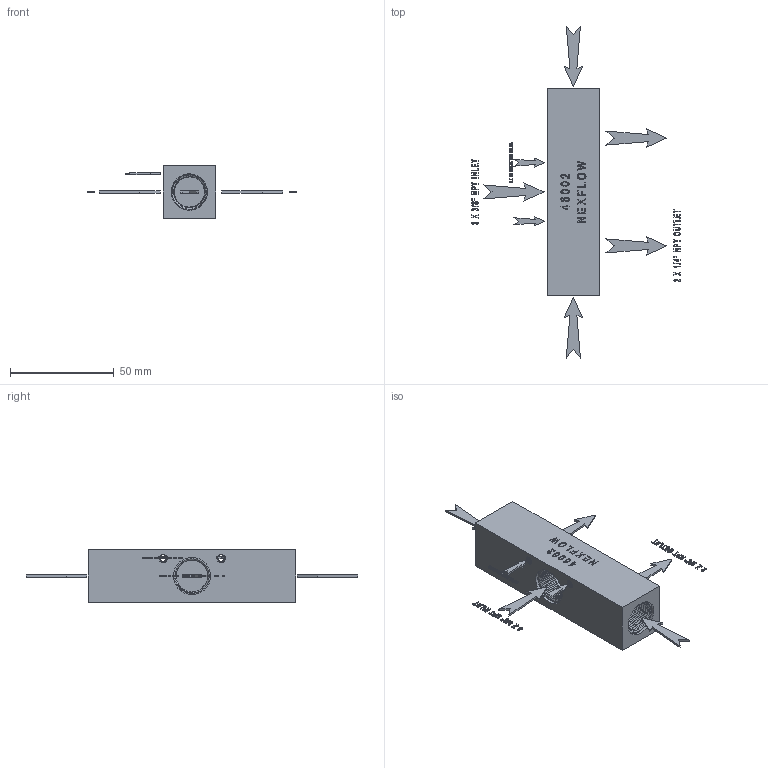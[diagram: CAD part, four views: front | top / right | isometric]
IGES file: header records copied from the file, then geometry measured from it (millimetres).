
Start section: START RECORD GO HERE.
Global section: file name: 25.4 mm sq 2 holes manifold.igs; native system: DASSAULT SYSTEMES CATIA V5 R20 - www.3ds.com; preprocessor: CATIA Version 5 Release 20 ; author: DRAFTMAN; organization: KJNDESGN; date: 20150302.174245; units: millimetre
Bounding box: 100.6 x 160.13 x 25.4 mm (x, y, z)
Volume: 54389.7 mm3; surface area: 18626.6 mm2
Topology: 56 solids, 56 shells, 1674 faces, 4404 edges, 2880 vertices
Faces by surface type: plane 639, extrusion 418, bspline 396, revolution 221
